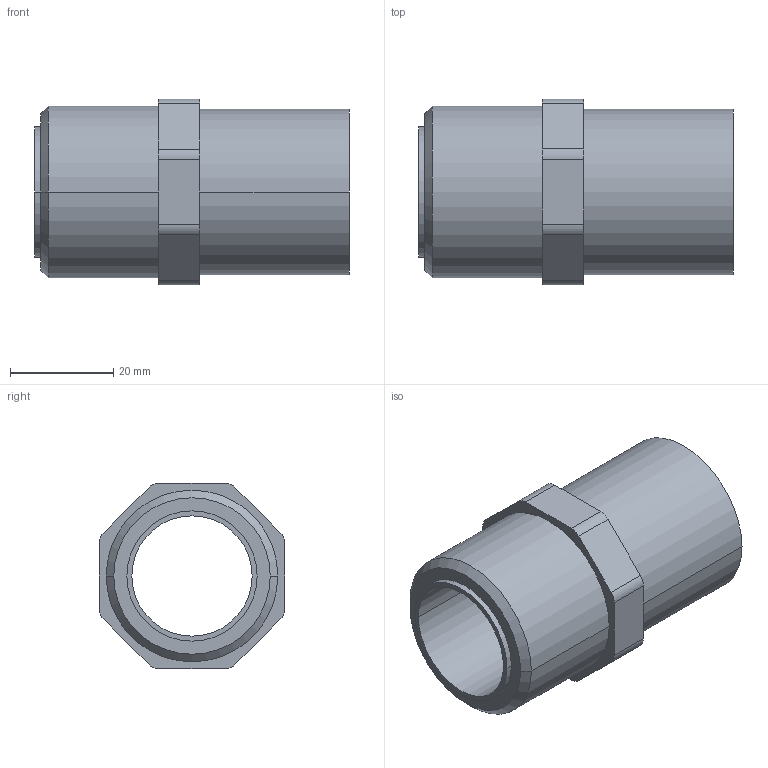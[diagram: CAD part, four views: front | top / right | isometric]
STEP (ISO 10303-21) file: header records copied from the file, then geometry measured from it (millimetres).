
FILE_DESCRIPTION( ( '' ), '1' );
FILE_NAME( 'AGRU_11033323211_PPR_grau_Adapter_Aussengewinde_32X1___SDR11__ISO_S-5_10.stp', '2018-02-12T14:15:17', ( '' ), ( '' ), ' ', ' ', ' ' );
FILE_SCHEMA( ( 'automotive_design' ) );
Length unit declared in the file: millimetre
Products named in the file (1): 1
Bounding box: 61 x 36 x 36 mm (x, y, z)
Volume: 26177.8 mm3; surface area: 12001.9 mm2
Topology: 1 solids, 1 shells, 31 faces, 76 edges, 50 vertices
Faces by surface type: cylinder 16, plane 13, cone 2
Entity records: 1834 total; most frequent: DIRECTION 174, STYLED_ITEM 158, PRESENTATION_STYLE_ASSIGNMENT 158, CARTESIAN_POINT 158, COLOUR_RGB 158, ORIENTED_EDGE 152, EDGE_CURVE 76, CURVE_STYLE 76
